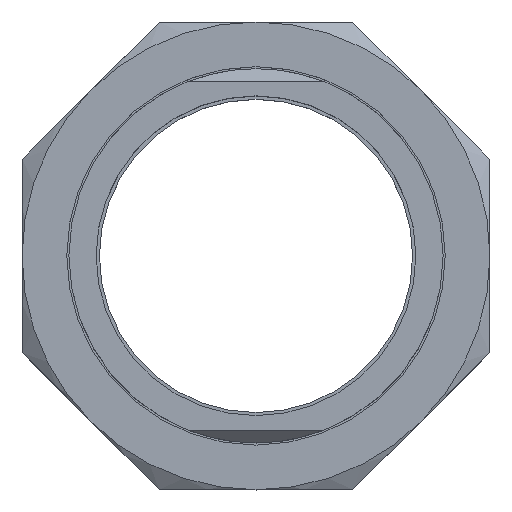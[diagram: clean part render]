
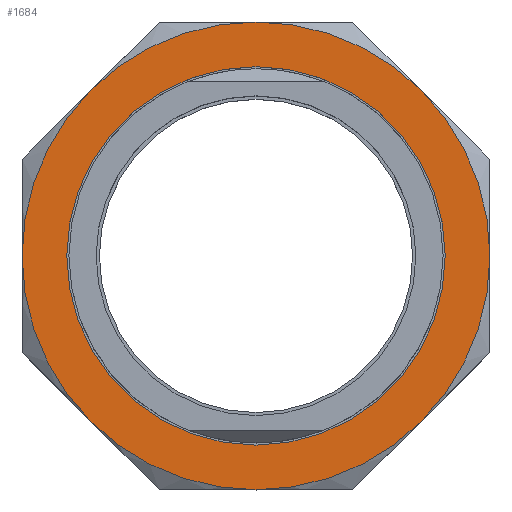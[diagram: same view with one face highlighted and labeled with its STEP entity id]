
A CAD part, top view. The second image highlights one B-rep face of the part: STEP entity #1684.
In plain terms, the highlighted planar face has unit normal (0, 0, 1).
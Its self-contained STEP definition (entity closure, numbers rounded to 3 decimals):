
#1 = DIRECTION ( 'NONE',  ( 0., 0., 1. ) ) ;
#7 = AXIS2_PLACEMENT_3D ( 'NONE', #11, #1, #100 ) ;
#11 = CARTESIAN_POINT ( 'NONE',  ( 0., 0., 15.5 ) ) ;
#73 = CIRCLE ( 'NONE', #7, 44.5 ) ;
#100 = DIRECTION ( 'NONE',  ( 1., 0., 0. ) ) ;
#480 = FACE_OUTER_BOUND ( 'NONE', #1128, .T. ) ;
#481 = FACE_BOUND ( 'NONE', #1732, .T. ) ;
#490 = PLANE ( 'NONE',  #498 ) ;
#495 = DIRECTION ( 'NONE',  ( -1., 0., 0. ) ) ;
#496 = DIRECTION ( 'NONE',  ( 0., 0., -1. ) ) ;
#497 = CARTESIAN_POINT ( 'NONE',  ( 0., 55., 15.5 ) ) ;
#498 = AXIS2_PLACEMENT_3D ( 'NONE', #497, #496, #495 ) ;
#512 = EDGE_CURVE ( 'NONE', #557, #799, #1194, .T. ) ;
#514 = VERTEX_POINT ( 'NONE', #1188 ) ;
#543 = EDGE_CURVE ( 'NONE', #664, #557, #1255, .T. ) ;
#550 = EDGE_CURVE ( 'NONE', #514, #811, #1247, .T. ) ;
#557 = VERTEX_POINT ( 'NONE', #1328 ) ;
#645 = EDGE_CURVE ( 'NONE', #794, #514, #1575, .T. ) ;
#664 = VERTEX_POINT ( 'NONE', #1627 ) ;
#790 = EDGE_CURVE ( 'NONE', #815, #805, #1839, .T. ) ;
#794 = VERTEX_POINT ( 'NONE', #1856 ) ;
#796 = EDGE_CURVE ( 'NONE', #811, #664, #1844, .T. ) ;
#798 = EDGE_CURVE ( 'NONE', #799, #815, #1854, .T. ) ;
#799 = VERTEX_POINT ( 'NONE', #1851 ) ;
#800 = EDGE_CURVE ( 'NONE', #805, #794, #1841, .T. ) ;
#805 = VERTEX_POINT ( 'NONE', #1894 ) ;
#811 = VERTEX_POINT ( 'NONE', #1865 ) ;
#815 = VERTEX_POINT ( 'NONE', #1933 ) ;
#1097 = VERTEX_POINT ( 'NONE', #2359 ) ;
#1098 = ORIENTED_EDGE ( 'NONE', *, *, #645, .T. ) ;
#1099 = ORIENTED_EDGE ( 'NONE', *, *, #550, .T. ) ;
#1100 = ORIENTED_EDGE ( 'NONE', *, *, #800, .T. ) ;
#1101 = ORIENTED_EDGE ( 'NONE', *, *, #796, .T. ) ;
#1104 = ORIENTED_EDGE ( 'NONE', *, *, #543, .T. ) ;
#1109 = EDGE_CURVE ( 'NONE', #1112, #1097, #2413, .T. ) ;
#1112 = VERTEX_POINT ( 'NONE', #2408 ) ;
#1128 = EDGE_LOOP ( 'NONE', ( #1723, #1725, #1670, #1100, #1098, #1099, #1101, #1104 ) ) ;
#1188 = CARTESIAN_POINT ( 'NONE',  ( -38.891, -38.891, 15.5 ) ) ;
#1190 = DIRECTION ( 'NONE',  ( 1., 0., 0. ) ) ;
#1191 = DIRECTION ( 'NONE',  ( 0., 0., 1. ) ) ;
#1192 = CARTESIAN_POINT ( 'NONE',  ( 0., 0., 15.5 ) ) ;
#1193 = AXIS2_PLACEMENT_3D ( 'NONE', #1192, #1191, #1190 ) ;
#1194 = CIRCLE ( 'NONE', #1193, 55. ) ;
#1239 = DIRECTION ( 'NONE',  ( 0., 0., 1. ) ) ;
#1244 = CARTESIAN_POINT ( 'NONE',  ( 0., 0., 15.5 ) ) ;
#1245 = DIRECTION ( 'NONE',  ( 1., 0., 0. ) ) ;
#1246 = AXIS2_PLACEMENT_3D ( 'NONE', #1244, #1239, #1245 ) ;
#1247 = CIRCLE ( 'NONE', #1246, 55. ) ;
#1253 = DIRECTION ( 'NONE',  ( 1., 0., 0. ) ) ;
#1254 = DIRECTION ( 'NONE',  ( 0., 0., 1. ) ) ;
#1255 = CIRCLE ( 'NONE', #1277, 55. ) ;
#1267 = CARTESIAN_POINT ( 'NONE',  ( 0., 0., 15.5 ) ) ;
#1277 = AXIS2_PLACEMENT_3D ( 'NONE', #1267, #1254, #1253 ) ;
#1328 = CARTESIAN_POINT ( 'NONE',  ( 55., 0., 15.5 ) ) ;
#1571 = DIRECTION ( 'NONE',  ( 1., 0., 0. ) ) ;
#1572 = DIRECTION ( 'NONE',  ( 0., 0., 1. ) ) ;
#1573 = CARTESIAN_POINT ( 'NONE',  ( 0., 0., 15.5 ) ) ;
#1574 = AXIS2_PLACEMENT_3D ( 'NONE', #1573, #1572, #1571 ) ;
#1575 = CIRCLE ( 'NONE', #1574, 55. ) ;
#1627 = CARTESIAN_POINT ( 'NONE',  ( 38.891, -38.891, 15.5 ) ) ;
#1670 = ORIENTED_EDGE ( 'NONE', *, *, #790, .T. ) ;
#1679 = ORIENTED_EDGE ( 'NONE', *, *, #1109, .F. ) ;
#1684 = ADVANCED_FACE ( 'NONE', ( #481, #480 ), #490, .F. ) ;
#1717 = EDGE_CURVE ( 'NONE', #1097, #1112, #73, .T. ) ;
#1723 = ORIENTED_EDGE ( 'NONE', *, *, #512, .T. ) ;
#1725 = ORIENTED_EDGE ( 'NONE', *, *, #798, .T. ) ;
#1728 = ORIENTED_EDGE ( 'NONE', *, *, #1717, .F. ) ;
#1732 = EDGE_LOOP ( 'NONE', ( #1728, #1679 ) ) ;
#1823 = AXIS2_PLACEMENT_3D ( 'NONE', #1825, #1850, #1857 ) ;
#1825 = CARTESIAN_POINT ( 'NONE',  ( 0., 0., 15.5 ) ) ;
#1839 = CIRCLE ( 'NONE', #1823, 55. ) ;
#1840 = CARTESIAN_POINT ( 'NONE',  ( 0., 0., 15.5 ) ) ;
#1841 = CIRCLE ( 'NONE', #1863, 55. ) ;
#1842 = DIRECTION ( 'NONE',  ( 0., 0., 1. ) ) ;
#1843 = AXIS2_PLACEMENT_3D ( 'NONE', #1849, #1842, #1859 ) ;
#1844 = CIRCLE ( 'NONE', #1843, 55. ) ;
#1845 = DIRECTION ( 'NONE',  ( 0., 0., 1. ) ) ;
#1849 = CARTESIAN_POINT ( 'NONE',  ( 0., 0., 15.5 ) ) ;
#1850 = DIRECTION ( 'NONE',  ( 0., 0., 1. ) ) ;
#1851 = CARTESIAN_POINT ( 'NONE',  ( 38.891, 38.891, 15.5 ) ) ;
#1852 = DIRECTION ( 'NONE',  ( 1., 0., 0. ) ) ;
#1853 = AXIS2_PLACEMENT_3D ( 'NONE', #1858, #1845, #1852 ) ;
#1854 = CIRCLE ( 'NONE', #1853, 55. ) ;
#1856 = CARTESIAN_POINT ( 'NONE',  ( -55., 0., 15.5 ) ) ;
#1857 = DIRECTION ( 'NONE',  ( 1., 0., 0. ) ) ;
#1858 = CARTESIAN_POINT ( 'NONE',  ( 0., 0., 15.5 ) ) ;
#1859 = DIRECTION ( 'NONE',  ( 1., 0., 0. ) ) ;
#1861 = DIRECTION ( 'NONE',  ( 1., 0., 0. ) ) ;
#1862 = DIRECTION ( 'NONE',  ( 0., 0., 1. ) ) ;
#1863 = AXIS2_PLACEMENT_3D ( 'NONE', #1840, #1862, #1861 ) ;
#1865 = CARTESIAN_POINT ( 'NONE',  ( 0., -55., 15.5 ) ) ;
#1894 = CARTESIAN_POINT ( 'NONE',  ( -38.891, 38.891, 15.5 ) ) ;
#1933 = CARTESIAN_POINT ( 'NONE',  ( 0., 55., 15.5 ) ) ;
#2359 = CARTESIAN_POINT ( 'NONE',  ( 44.5, 0., 15.5 ) ) ;
#2408 = CARTESIAN_POINT ( 'NONE',  ( -44.5, 0., 15.5 ) ) ;
#2409 = DIRECTION ( 'NONE',  ( 1., 0., 0. ) ) ;
#2410 = DIRECTION ( 'NONE',  ( 0., 0., 1. ) ) ;
#2411 = CARTESIAN_POINT ( 'NONE',  ( 0., 0., 15.5 ) ) ;
#2412 = AXIS2_PLACEMENT_3D ( 'NONE', #2411, #2410, #2409 ) ;
#2413 = CIRCLE ( 'NONE', #2412, 44.5 ) ;
